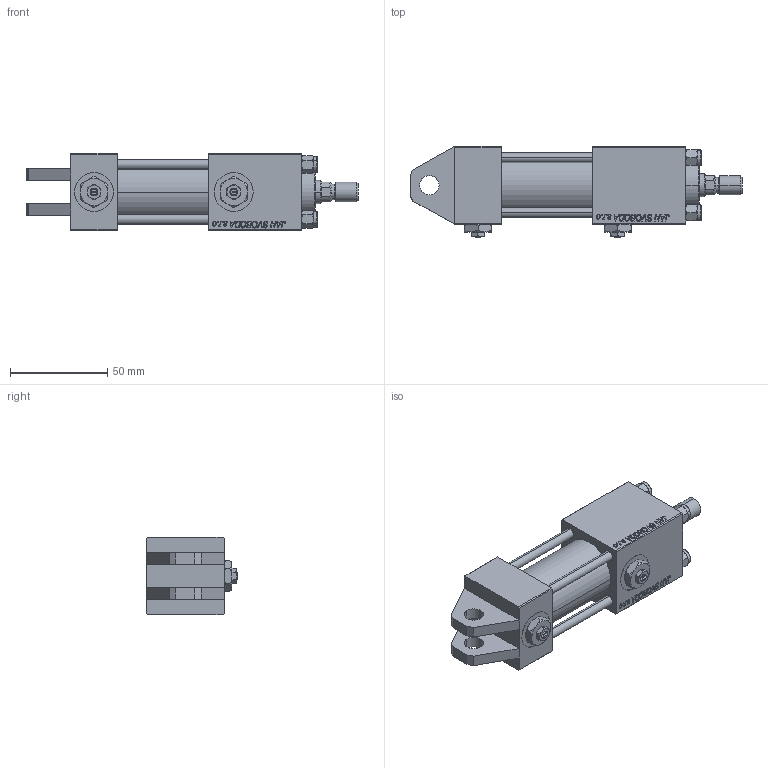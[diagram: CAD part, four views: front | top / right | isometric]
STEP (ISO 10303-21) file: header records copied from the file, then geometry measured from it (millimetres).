
FILE_DESCRIPTION (( 'STEP AP203' ), '1' );
FILE_NAME ('aac8.STEP', '2022-04-16T09:04:02', ( '' ), ( '' ), 'SwSTEP 2.0', 'SolidWorks 2019', '' );
FILE_SCHEMA (( 'CONFIG_CONTROL_DESIGN' ));
Length unit declared in the file: millimetre
Products named in the file (8): V215CR_H_Body 8bb6069b4d92a14b100d8c81166c590c; aac8; V215_VC_A 8bb6069b4d92a14b100d8c81166c590c; ROD_END_AH 8bb6069b4d92a14b100d8c81166c590c; NUT_M5_H 8bb6069b4d92a14b100d8c81166c590c; V215CR_TYCINKA_H 8bb6069b4d92a14b100d8c81166c590c; Zatka_pro_OIL_PORT 8bb6069b4d92a14b100d8c81166c590c; V215CR_VCP_H 8bb6069b4d92a14b100d8c81166c590c
Assembly tree (14 placements, depth 2):
  aac8
    V215CR_H_Body 8bb6069b4d92a14b100d8c81166c590c
    V215CR_VCP_H 8bb6069b4d92a14b100d8c81166c590c
    V215CR_TYCINKA_H 8bb6069b4d92a14b100d8c81166c590c  x4
    NUT_M5_H 8bb6069b4d92a14b100d8c81166c590c  x4
    V215_VC_A 8bb6069b4d92a14b100d8c81166c590c
    ROD_END_AH 8bb6069b4d92a14b100d8c81166c590c
    Zatka_pro_OIL_PORT 8bb6069b4d92a14b100d8c81166c590c  x2
Bounding box: 171 x 47 x 40 mm (x, y, z)
Volume: 149470.9 mm3; surface area: 61986.1 mm2
Topology: 14 solids, 14 shells, 1250 faces, 3112 edges, 1999 vertices
Faces by surface type: plane 568, bspline 392, cone 178, cylinder 102, torus 10
Entity records: 52334 total; most frequent: CARTESIAN_POINT 27711, ORIENTED_EDGE 5516, DIRECTION 3560, EDGE_CURVE 2758, VERTEX_POINT 1797, VECTOR 1632, LINE 1632, EDGE_LOOP 1219
